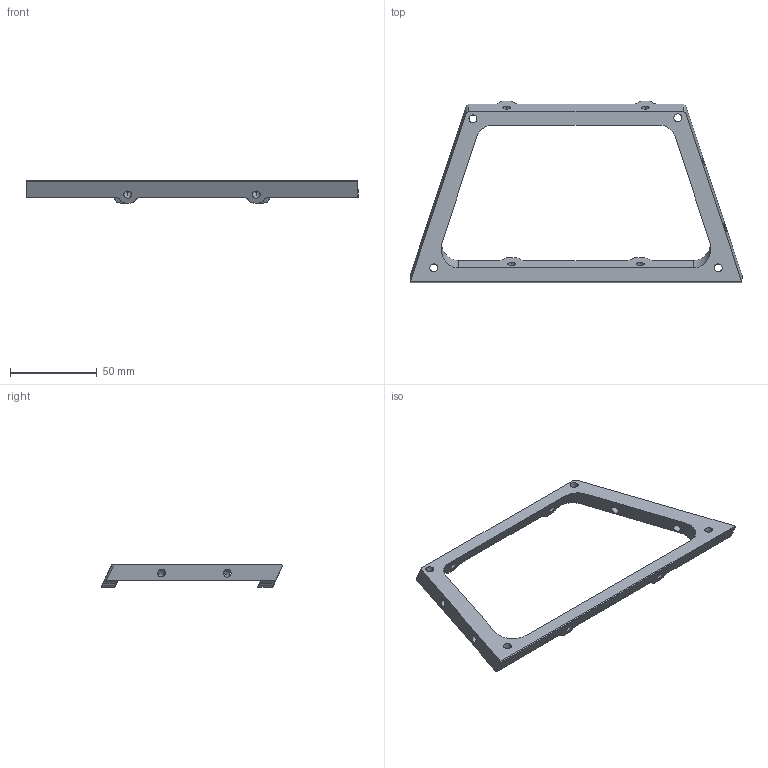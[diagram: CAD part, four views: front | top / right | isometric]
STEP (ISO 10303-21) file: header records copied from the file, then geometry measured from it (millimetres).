
FILE_DESCRIPTION (( 'STEP AP203' ), '1' );
FILE_NAME ('Bracket.STEP', '2024-01-08T14:57:52', ( '' ), ( '' ), 'SwSTEP 2.0', 'SolidWorks 2023', '' );
FILE_SCHEMA (( 'CONFIG_CONTROL_DESIGN' ));
Length unit declared in the file: millimetre
Products named in the file (1): Bracket
Bounding box: 191.39 x 104.6 x 12.69 mm (x, y, z)
Volume: 40181.3 mm3; surface area: 19680.8 mm2
Topology: 1 solids, 1 shells, 69 faces, 204 edges, 136 vertices
Faces by surface type: cylinder 44, plane 23, bspline 2
Entity records: 2437 total; most frequent: CARTESIAN_POINT 580, ORIENTED_EDGE 408, DIRECTION 332, EDGE_CURVE 204, VERTEX_POINT 136, AXIS2_PLACEMENT_3D 112, LINE 108, VECTOR 108
